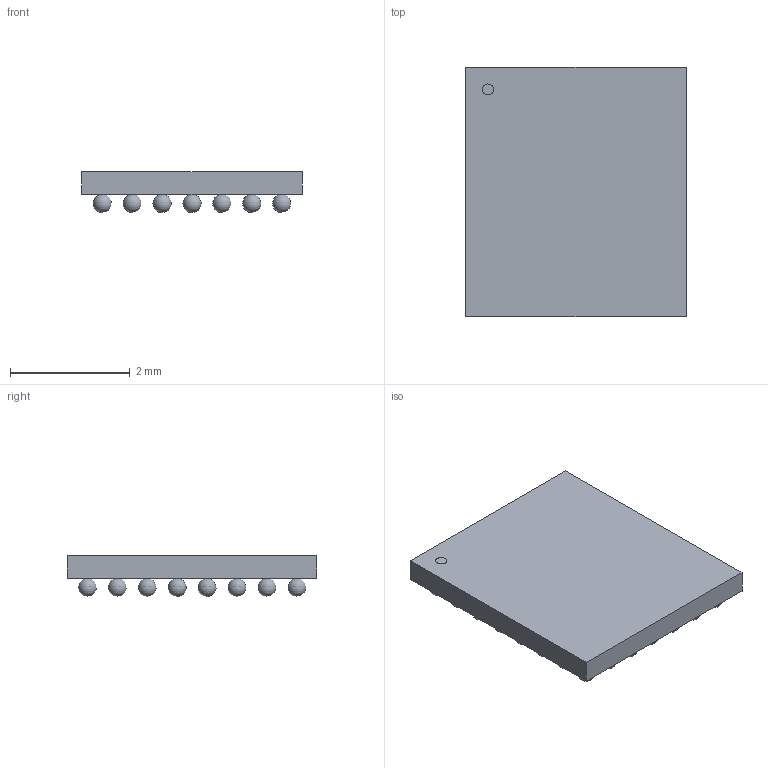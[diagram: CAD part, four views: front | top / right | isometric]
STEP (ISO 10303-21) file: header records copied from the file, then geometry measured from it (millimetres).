
FILE_DESCRIPTION(('STEP AP214'),'1');
FILE_NAME('21-100104A_W563A4_1','2022-06-08T06:37:10',(''),(''),'','','');
FILE_SCHEMA(('AUTOMOTIVE_DESIGN'));
Length unit declared in the file: millimetre
Products named in the file (1): product
Bounding box: 3.68 x 4.17 x 0.69 mm (x, y, z)
Volume: 7.5 mm3; surface area: 69.4 mm2
Topology: 114 solids, 114 shells, 121 faces, 351 edges, 234 vertices
Faces by surface type: sphere 112, plane 8, cylinder 1
Full cylindrical faces by diameter (mm): 0.184 x1
Entity records: 1264 total; most frequent: DIRECTION 262, CARTESIAN_POINT 135, AXIS2_PLACEMENT_3D 125, STYLED_ITEM 121, ADVANCED_FACE 121, MANIFOLD_SOLID_BREP 114, CLOSED_SHELL 114, SPHERICAL_SURFACE 112
